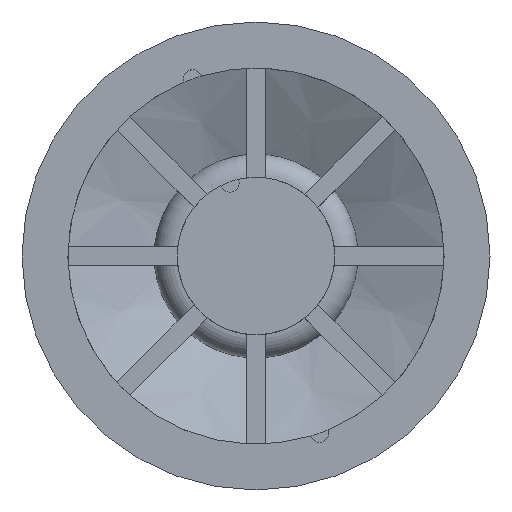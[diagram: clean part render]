
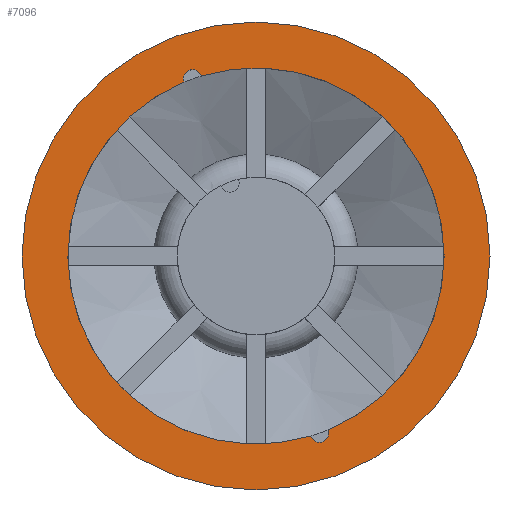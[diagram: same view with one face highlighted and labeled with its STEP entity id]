
A CAD part, top view. The second image highlights one B-rep face of the part: STEP entity #7096.
In plain terms, the highlighted planar face has unit normal (0, 0, 1).
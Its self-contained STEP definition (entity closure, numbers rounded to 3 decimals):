
#92 = DIRECTION ( 'NONE',  ( 1., 0., 0. ) ) ;
#94 = DIRECTION ( 'NONE',  ( 0., 0., 1. ) ) ;
#96 = PLANE ( 'NONE',  #5758 ) ;
#97 = FACE_OUTER_BOUND ( 'NONE', #6724, .T. ) ;
#99 = FACE_BOUND ( 'NONE', #4422, .T. ) ;
#107 = CARTESIAN_POINT ( 'NONE',  ( 0., 0., 0. ) ) ;
#2033 = EDGE_CURVE ( 'NONE', #4694, #4693, #3806, .T. ) ;
#2037 = EDGE_CURVE ( 'NONE', #4690, #4689, #3799, .T. ) ;
#2053 = EDGE_CURVE ( 'NONE', #4676, #4675, #3768, .T. ) ;
#2136 = EDGE_CURVE ( 'NONE', #4689, #4634, #3681, .T. ) ;
#2137 = EDGE_CURVE ( 'NONE', #4693, #4690, #3679, .T. ) ;
#2138 = EDGE_CURVE ( 'NONE', #4633, #4694, #3675, .T. ) ;
#2139 = EDGE_CURVE ( 'NONE', #4634, #4633, #3691, .T. ) ;
#2140 = EDGE_CURVE ( 'NONE', #4675, #4676, #3673, .T. ) ;
#2488 = CARTESIAN_POINT ( 'NONE',  ( 7.847, -19.11, 0. ) ) ;
#2489 = CARTESIAN_POINT ( 'NONE',  ( 7.78, -18.75, 0. ) ) ;
#2493 = CARTESIAN_POINT ( 'NONE',  ( 20.3, 0., 0. ) ) ;
#2495 = CARTESIAN_POINT ( 'NONE',  ( -5.898, 19.424, 0. ) ) ;
#2499 = CARTESIAN_POINT ( 'NONE',  ( -7.78, 18.75, 0. ) ) ;
#2504 = CARTESIAN_POINT ( 'NONE',  ( 5.898, -19.424, 0. ) ) ;
#2511 = CARTESIAN_POINT ( 'NONE',  ( 25.25, 0., 0. ) ) ;
#2512 = CARTESIAN_POINT ( 'NONE',  ( -25.25, 0., 0. ) ) ;
#2750 = DIRECTION ( 'NONE',  ( 1., 0., 0. ) ) ;
#2751 = DIRECTION ( 'NONE',  ( 0., 0., 1. ) ) ;
#2752 = CARTESIAN_POINT ( 'NONE',  ( 0., 0., 0. ) ) ;
#2753 = DIRECTION ( 'NONE',  ( 1., 0., 0. ) ) ;
#2755 = DIRECTION ( 'NONE',  ( 0., 0., 1. ) ) ;
#2756 = CARTESIAN_POINT ( 'NONE',  ( 0., 0., 0. ) ) ;
#2757 = DIRECTION ( 'NONE',  ( 1., 0., 0. ) ) ;
#2759 = DIRECTION ( 'NONE',  ( 0., 0., 1. ) ) ;
#2760 = CARTESIAN_POINT ( 'NONE',  ( 6.847, -19.11, 0. ) ) ;
#2762 = DIRECTION ( 'NONE',  ( 1., 0., 0. ) ) ;
#2763 = DIRECTION ( 'NONE',  ( 0., 0., 1. ) ) ;
#2764 = CARTESIAN_POINT ( 'NONE',  ( 0., 0., 0. ) ) ;
#2765 = DIRECTION ( 'NONE',  ( 1., 0., 0. ) ) ;
#2766 = DIRECTION ( 'NONE',  ( 0., 0., 1. ) ) ;
#2768 = CARTESIAN_POINT ( 'NONE',  ( -6.847, 19.11, 0. ) ) ;
#3214 = CARTESIAN_POINT ( 'NONE',  ( 0., 0., 0. ) ) ;
#3289 = DIRECTION ( 'NONE',  ( 1., 0., 0. ) ) ;
#3291 = DIRECTION ( 'NONE',  ( 0., 0., 1. ) ) ;
#3292 = CARTESIAN_POINT ( 'NONE',  ( 0., 0., 0. ) ) ;
#3308 = DIRECTION ( 'NONE',  ( 1., 0., 0. ) ) ;
#3309 = DIRECTION ( 'NONE',  ( 0., 0., 1. ) ) ;
#3310 = CARTESIAN_POINT ( 'NONE',  ( 6.847, -19.11, 0. ) ) ;
#3338 = DIRECTION ( 'NONE',  ( 0., 0., 1. ) ) ;
#3668 = AXIS2_PLACEMENT_3D ( 'NONE', #2752, #2751, #2750 ) ;
#3670 = AXIS2_PLACEMENT_3D ( 'NONE', #2756, #2755, #2753 ) ;
#3672 = AXIS2_PLACEMENT_3D ( 'NONE', #2760, #2759, #2757 ) ;
#3673 = CIRCLE ( 'NONE', #3668, 25.25 ) ;
#3674 = AXIS2_PLACEMENT_3D ( 'NONE', #2764, #2763, #2762 ) ;
#3675 = CIRCLE ( 'NONE', #3672, 1. ) ;
#3678 = AXIS2_PLACEMENT_3D ( 'NONE', #2768, #2766, #2765 ) ;
#3679 = CIRCLE ( 'NONE', #3674, 20.3 ) ;
#3681 = CIRCLE ( 'NONE', #3678, 1. ) ;
#3691 = CIRCLE ( 'NONE', #3670, 20.3 ) ;
#3766 = AXIS2_PLACEMENT_3D ( 'NONE', #3214, #3338, #4252 ) ;
#3768 = CIRCLE ( 'NONE', #3766, 25.25 ) ;
#3795 = AXIS2_PLACEMENT_3D ( 'NONE', #3292, #3291, #3289 ) ;
#3799 = CIRCLE ( 'NONE', #3795, 20.3 ) ;
#3801 = AXIS2_PLACEMENT_3D ( 'NONE', #3310, #3309, #3308 ) ;
#3806 = CIRCLE ( 'NONE', #3801, 1. ) ;
#4252 = DIRECTION ( 'NONE',  ( 1., 0., 0. ) ) ;
#4422 = EDGE_LOOP ( 'NONE', ( #4871, #4883, #4863, #4869, #4854, #4861 ) ) ;
#4633 = VERTEX_POINT ( 'NONE', #2504 ) ;
#4634 = VERTEX_POINT ( 'NONE', #2499 ) ;
#4675 = VERTEX_POINT ( 'NONE', #2512 ) ;
#4676 = VERTEX_POINT ( 'NONE', #2511 ) ;
#4689 = VERTEX_POINT ( 'NONE', #2495 ) ;
#4690 = VERTEX_POINT ( 'NONE', #2493 ) ;
#4693 = VERTEX_POINT ( 'NONE', #2489 ) ;
#4694 = VERTEX_POINT ( 'NONE', #2488 ) ;
#4854 = ORIENTED_EDGE ( 'NONE', *, *, #2138, .F. ) ;
#4857 = ORIENTED_EDGE ( 'NONE', *, *, #2053, .T. ) ;
#4861 = ORIENTED_EDGE ( 'NONE', *, *, #2139, .F. ) ;
#4863 = ORIENTED_EDGE ( 'NONE', *, *, #2137, .F. ) ;
#4867 = ORIENTED_EDGE ( 'NONE', *, *, #2140, .T. ) ;
#4869 = ORIENTED_EDGE ( 'NONE', *, *, #2033, .F. ) ;
#4871 = ORIENTED_EDGE ( 'NONE', *, *, #2136, .F. ) ;
#4883 = ORIENTED_EDGE ( 'NONE', *, *, #2037, .F. ) ;
#5758 = AXIS2_PLACEMENT_3D ( 'NONE', #107, #94, #92 ) ;
#6724 = EDGE_LOOP ( 'NONE', ( #4857, #4867 ) ) ;
#7096 = ADVANCED_FACE ( 'NONE', ( #99, #97 ), #96, .T. ) ;
